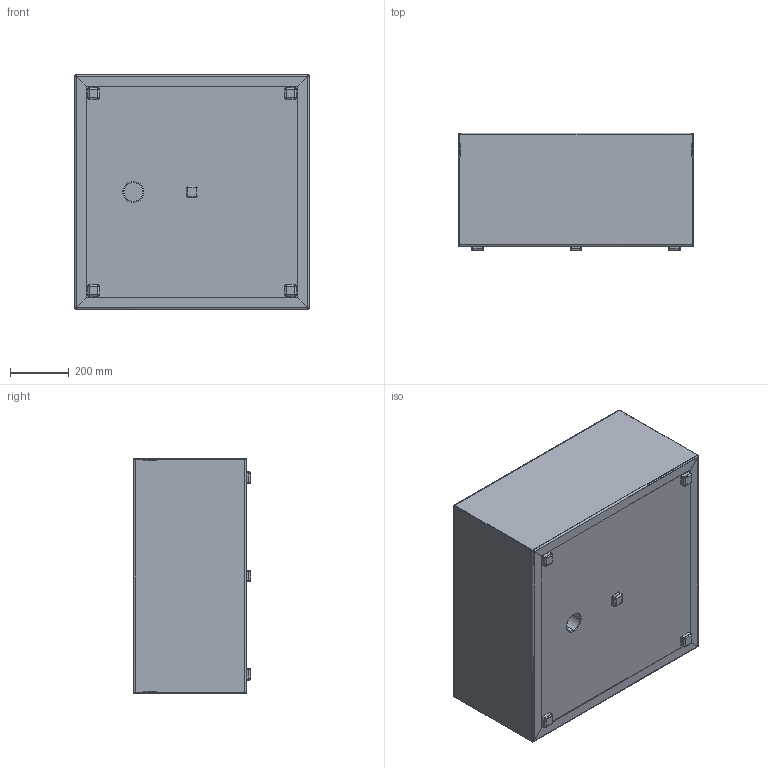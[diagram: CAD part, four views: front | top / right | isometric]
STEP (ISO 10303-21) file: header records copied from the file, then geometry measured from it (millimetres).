
FILE_DESCRIPTION (( 'STEP AP214' ), '1' );
FILE_NAME ('CB13.STEP', '2021-09-15T06:37:58', ( '' ), ( '' ), 'SwSTEP 2.0', 'SolidWorks 2021', '' );
FILE_SCHEMA (( 'AUTOMOTIVE_DESIGN' ));
Length unit declared in the file: millimetre
Products named in the file (12): CB13 Base; CB13-Side; CB13-Cover; CB13; CB13-pipe; CB13-pipe cover; CB13-L-_Default<As Machined>; CB13-Strip; Ring top; CB13-Bottom; FeetCB13; CB13 Cover
Assembly tree (24 placements, depth 3):
  CB13
    CB13 Base
      CB13-Bottom
      CB13-Side  x4
      CB13-pipe
      CB13-Strip  x4
      FeetCB13  x5
    CB13 Cover
      CB13-Cover
      Ring top
      CB13-pipe cover
      CB13-L-_Default<As Machined>  x4
Bounding box: 800 x 400 x 800 mm (x, y, z)
Volume: 8429004.1 mm3; surface area: 5609709.7 mm2
Topology: 22 solids, 22 shells, 468 faces, 984 edges, 560 vertices
Faces by surface type: plane 296, cylinder 100, bspline 72
Entity records: 5673 total; most frequent: CARTESIAN_POINT 1963, ORIENTED_EDGE 658, DIRECTION 639, EDGE_CURVE 329, LINE 235, VECTOR 235, AXIS2_PLACEMENT_3D 202, VERTEX_POINT 190
